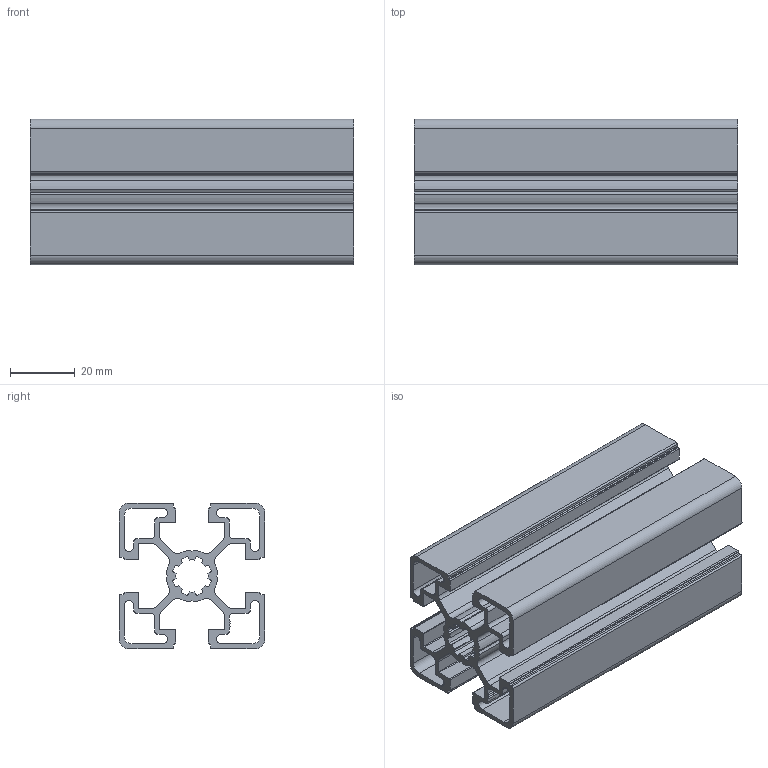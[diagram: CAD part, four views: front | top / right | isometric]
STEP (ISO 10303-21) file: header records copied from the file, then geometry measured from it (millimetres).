
FILE_DESCRIPTION (( 'STEP AP214' ), '1' );
FILE_NAME ('084.105.004.STEP', '2020-07-23T07:55:38', ( '' ), ( '' ), 'SwSTEP 2.0', 'SolidWorks 2018', '' );
FILE_SCHEMA (( 'AUTOMOTIVE_DESIGN' ));
Length unit declared in the file: millimetre
Products named in the file (1): 084.105.004
Bounding box: 100 x 45 x 45 mm (x, y, z)
Volume: 57266.9 mm3; surface area: 60962.2 mm2
Topology: 1 solids, 1 shells, 248 faces, 738 edges, 492 vertices
Faces by surface type: cylinder 133, plane 115
Entity records: 8462 total; most frequent: DIRECTION 1502, CARTESIAN_POINT 1479, ORIENTED_EDGE 1476, EDGE_CURVE 738, AXIS2_PLACEMENT_3D 515, VERTEX_POINT 492, VECTOR 472, LINE 472
